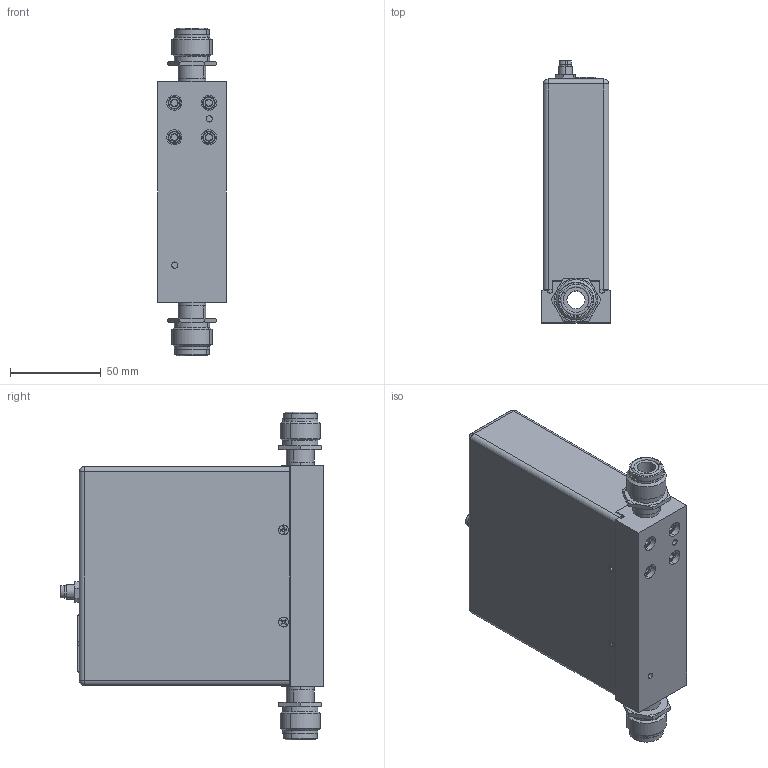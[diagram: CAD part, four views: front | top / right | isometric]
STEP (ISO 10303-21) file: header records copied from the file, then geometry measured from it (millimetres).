
FILE_DESCRIPTION (( 'STEP AP214' ), '1' );
FILE_NAME ('PPCMA-8-VCR-ETHERCAT.STEP', '2017-08-14T13:08:47', ( '' ), ( '' ), 'SwSTEP 2.0', 'SolidWorks 2015', '' );
FILE_SCHEMA (( 'AUTOMOTIVE_DESIGN' ));
Length unit declared in the file: inch
Products named in the file (1): PPCMA-8-VCR-ETHERCAT
Bounding box: 37.59 x 144.77 x 180.59 mm (x, y, z)
Surface area: 63279.3 mm2 (no closed solid volume)
Topology: 0 solids, 30 shells, 422 faces, 1357 edges, 938 vertices
Faces by surface type: plane 198, cylinder 120, cone 91, sphere 9, torus 4
Entity records: 21116 total; most frequent: CARTESIAN_POINT 4006, DIRECTION 2431, ORIENTED_EDGE 2135, EDGE_CURVE 1335, VERTEX_POINT 933, AXIS2_PLACEMENT_3D 860, LINE 711, VECTOR 711
